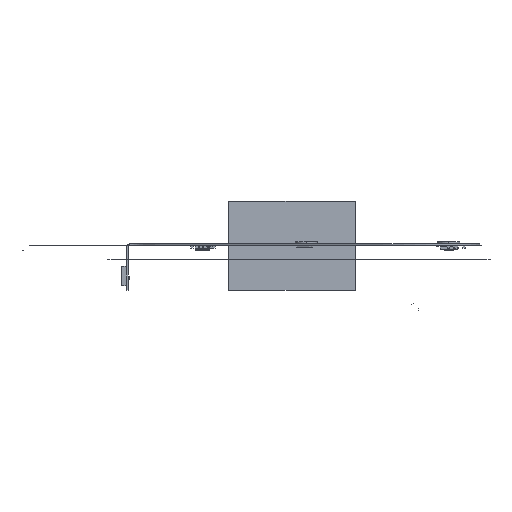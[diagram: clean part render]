
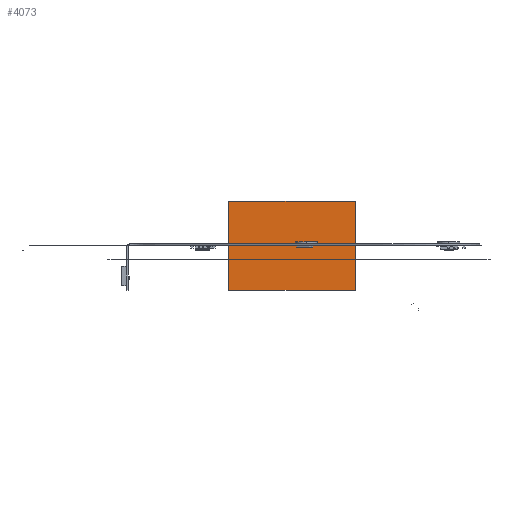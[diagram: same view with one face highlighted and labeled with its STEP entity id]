
A CAD part, left-side view. The second image highlights one B-rep face of the part: STEP entity #4073.
In plain terms, the highlighted planar face has unit normal (1, 0, 0).
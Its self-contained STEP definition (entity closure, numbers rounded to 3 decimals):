
#4007=DIRECTION('',(0.,0.,-1.));
#4008=VECTOR('',#4007,20.);
#4009=CARTESIAN_POINT('',(269.355,263.095,9.599));
#4010=LINE('',#4009,#4008);
#4019=DIRECTION('',(0.,1.,0.));
#4020=VECTOR('',#4019,28.5);
#4021=CARTESIAN_POINT('',(269.355,263.095,9.599));
#4022=LINE('',#4021,#4020);
#4023=DIRECTION('',(0.,0.,-1.));
#4024=VECTOR('',#4023,20.);
#4025=CARTESIAN_POINT('',(269.355,291.595,9.599));
#4026=LINE('',#4025,#4024);
#4027=DIRECTION('',(0.,-1.,0.));
#4028=VECTOR('',#4027,28.5);
#4029=CARTESIAN_POINT('',(269.355,291.595,-10.401));
#4030=LINE('',#4029,#4028);
#4031=CARTESIAN_POINT('',(269.355,291.595,9.599));
#4032=CARTESIAN_POINT('',(269.355,263.095,9.599));
#4033=VERTEX_POINT('',#4031);
#4034=VERTEX_POINT('',#4032);
#4037=CARTESIAN_POINT('',(269.355,291.595,-10.401));
#4038=CARTESIAN_POINT('',(269.355,263.095,-10.401));
#4039=VERTEX_POINT('',#4037);
#4040=VERTEX_POINT('',#4038);
#4059=CARTESIAN_POINT('',(269.355,291.595,9.599));
#4060=DIRECTION('',(1.,0.,0.));
#4061=DIRECTION('',(0.,-1.,0.));
#4062=AXIS2_PLACEMENT_3D('',#4059,#4060,#4061);
#4063=PLANE('',#4062);
#4065=ORIENTED_EDGE('',*,*,#4064,.T.);
#4067=ORIENTED_EDGE('',*,*,#4066,.T.);
#4069=ORIENTED_EDGE('',*,*,#4068,.T.);
#4070=ORIENTED_EDGE('',*,*,#4050,.F.);
#4071=EDGE_LOOP('',(#4065,#4067,#4069,#4070));
#4072=FACE_OUTER_BOUND('',#4071,.F.);
#4050=EDGE_CURVE('',#4034,#4040,#4010,.T.);
#4064=EDGE_CURVE('',#4034,#4033,#4022,.T.);
#4066=EDGE_CURVE('',#4033,#4039,#4026,.T.);
#4068=EDGE_CURVE('',#4039,#4040,#4030,.T.);
#4073=ADVANCED_FACE('',(#4072),#4063,.T.);
